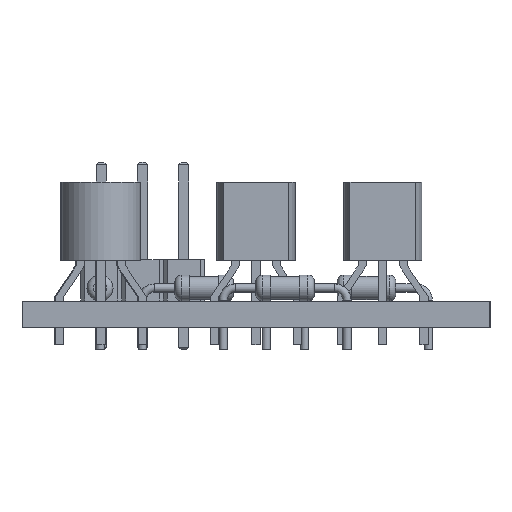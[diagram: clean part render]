
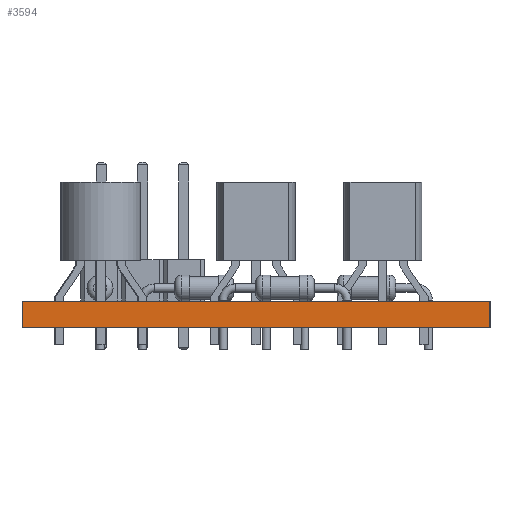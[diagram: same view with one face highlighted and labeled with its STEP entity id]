
A CAD part, left-side view. The second image highlights one B-rep face of the part: STEP entity #3594.
In plain terms, the highlighted planar face has unit normal (-1, 0, 0).
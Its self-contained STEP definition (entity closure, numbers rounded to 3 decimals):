
#3538 = VERTEX_POINT('',#3539);
#3539 = CARTESIAN_POINT('',(130.6,-137.,1.6));
#3545 = EDGE_CURVE('',#3546,#3538,#3548,.T.);
#3546 = VERTEX_POINT('',#3547);
#3547 = CARTESIAN_POINT('',(130.6,-137.,0.));
#3548 = LINE('',#3549,#3550);
#3549 = CARTESIAN_POINT('',(130.6,-137.,0.));
#3550 = VECTOR('',#3551,1.);
#3551 = DIRECTION('',(0.,0.,1.));
#3594 = ADVANCED_FACE('',(#3595),#3620,.T.);
#3595 = FACE_BOUND('',#3596,.T.);
#3596 = EDGE_LOOP('',(#3597,#3598,#3606,#3614));
#3597 = ORIENTED_EDGE('',*,*,#3545,.T.);
#3598 = ORIENTED_EDGE('',*,*,#3599,.T.);
#3599 = EDGE_CURVE('',#3538,#3600,#3602,.T.);
#3600 = VERTEX_POINT('',#3601);
#3601 = CARTESIAN_POINT('',(130.6,-108.2,1.6));
#3602 = LINE('',#3603,#3604);
#3603 = CARTESIAN_POINT('',(130.6,-137.,1.6));
#3604 = VECTOR('',#3605,1.);
#3605 = DIRECTION('',(0.,1.,0.));
#3606 = ORIENTED_EDGE('',*,*,#3607,.F.);
#3607 = EDGE_CURVE('',#3608,#3600,#3610,.T.);
#3608 = VERTEX_POINT('',#3609);
#3609 = CARTESIAN_POINT('',(130.6,-108.2,0.));
#3610 = LINE('',#3611,#3612);
#3611 = CARTESIAN_POINT('',(130.6,-108.2,0.));
#3612 = VECTOR('',#3613,1.);
#3613 = DIRECTION('',(0.,0.,1.));
#3614 = ORIENTED_EDGE('',*,*,#3615,.F.);
#3615 = EDGE_CURVE('',#3546,#3608,#3616,.T.);
#3616 = LINE('',#3617,#3618);
#3617 = CARTESIAN_POINT('',(130.6,-137.,0.));
#3618 = VECTOR('',#3619,1.);
#3619 = DIRECTION('',(0.,1.,0.));
#3620 = PLANE('',#3621);
#3621 = AXIS2_PLACEMENT_3D('',#3622,#3623,#3624);
#3622 = CARTESIAN_POINT('',(130.6,-137.,0.));
#3623 = DIRECTION('',(-1.,0.,0.));
#3624 = DIRECTION('',(0.,1.,0.));
